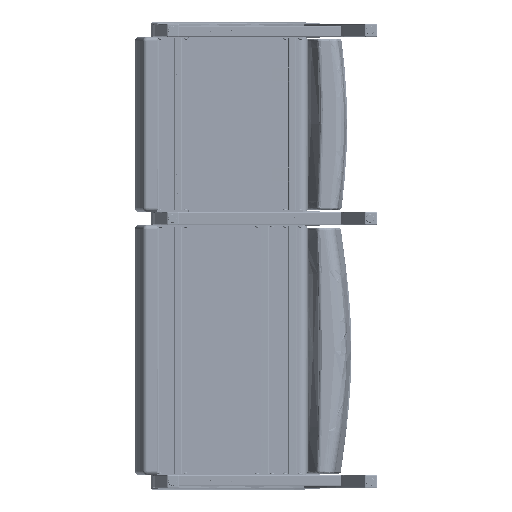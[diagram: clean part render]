
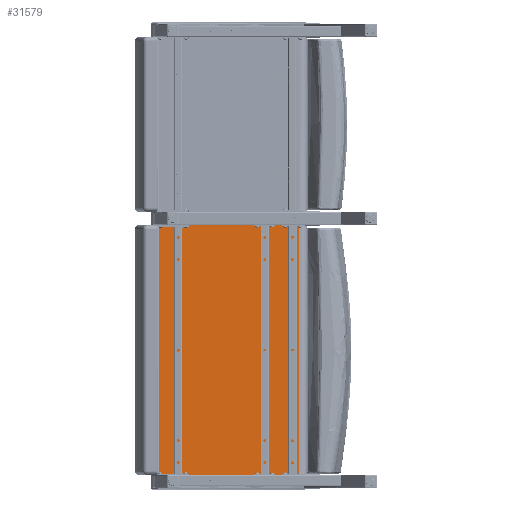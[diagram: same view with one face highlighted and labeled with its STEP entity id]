
A CAD part, front view. The second image highlights one B-rep face of the part: STEP entity #31579.
In plain terms, the highlighted face is planar.
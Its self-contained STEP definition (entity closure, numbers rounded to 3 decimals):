
#2429=PLANE('',#34297);
#3688=LINE('',#68604,#5731);
#3704=LINE('',#68738,#5747);
#3710=LINE('',#68825,#5753);
#3711=LINE('',#68827,#5754);
#5731=VECTOR('',#39314,0.394);
#5747=VECTOR('',#39390,0.394);
#5753=VECTOR('',#39452,0.394);
#5754=VECTOR('',#39455,0.394);
#8271=FACE_OUTER_BOUND('',#10395,.T.);
#10395=EDGE_LOOP('',(#23169,#23170,#23171,#23172));
#14558=VERTEX_POINT('',#68592);
#14559=VERTEX_POINT('',#68603);
#14583=VERTEX_POINT('',#68726);
#14584=VERTEX_POINT('',#68737);
#17711=EDGE_CURVE('',#14558,#14559,#3688,.T.);
#17750=EDGE_CURVE('',#14583,#14584,#3704,.T.);
#17775=EDGE_CURVE('',#14583,#14559,#3710,.T.);
#17776=EDGE_CURVE('',#14584,#14558,#3711,.T.);
#23169=ORIENTED_EDGE('',*,*,#17711,.F.);
#23170=ORIENTED_EDGE('',*,*,#17776,.F.);
#23171=ORIENTED_EDGE('',*,*,#17750,.F.);
#23172=ORIENTED_EDGE('',*,*,#17775,.T.);
#31579=ADVANCED_FACE('',(#8271),#2429,.T.);
#34297=AXIS2_PLACEMENT_3D('',#68826,#39453,#39454);
#39314=DIRECTION('',(1.,0.,0.));
#39390=DIRECTION('',(-1.,0.,0.));
#39452=DIRECTION('',(0.,0.,1.));
#39453=DIRECTION('center_axis',(0.,-1.,0.));
#39454=DIRECTION('ref_axis',(1.,0.,0.));
#39455=DIRECTION('',(0.,0.,1.));
#68592=CARTESIAN_POINT('',(-12.083,0.797,29.966));
#68603=CARTESIAN_POINT('',(4.791,0.797,29.966));
#68604=CARTESIAN_POINT('',(-9.146,0.797,29.966));
#68726=CARTESIAN_POINT('',(4.791,0.797,0.034));
#68737=CARTESIAN_POINT('',(-12.083,0.797,0.034));
#68738=CARTESIAN_POINT('',(-9.146,0.797,0.034));
#68825=CARTESIAN_POINT('',(4.791,0.797,0.));
#68826=CARTESIAN_POINT('Origin',(-12.083,0.797,0.));
#68827=CARTESIAN_POINT('',(-12.083,0.797,0.));
